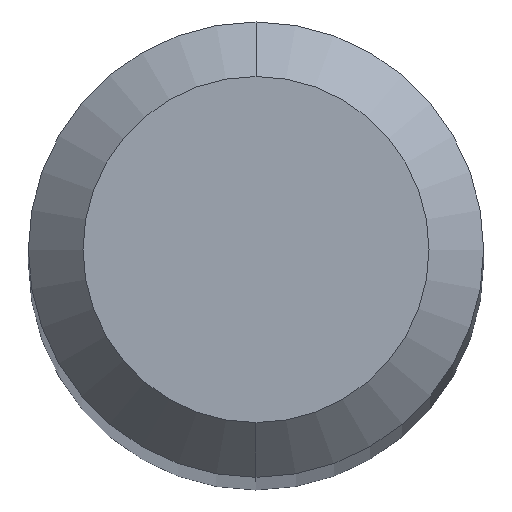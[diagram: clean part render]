
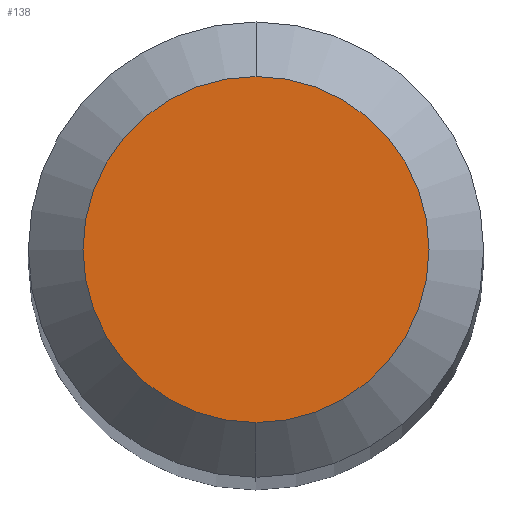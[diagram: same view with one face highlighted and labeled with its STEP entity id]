
A CAD part, top view. The second image highlights one B-rep face of the part: STEP entity #138.
In plain terms, the highlighted planar face has unit normal (0, 0, 1).
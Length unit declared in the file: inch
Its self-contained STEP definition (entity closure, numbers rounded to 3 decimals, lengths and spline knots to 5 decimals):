
#20 = CARTESIAN_POINT ( 'NONE',  ( 0., 0., 0. ) ) ;
#47 = DIRECTION ( 'NONE',  ( 0., 1., 0. ) ) ;
#65 = ORIENTED_EDGE ( 'NONE', *, *, #506, .T. ) ;
#72 = AXIS2_PLACEMENT_3D ( 'NONE', #492, #407, #499 ) ;
#116 = DIRECTION ( 'NONE',  ( 0., -1., 0. ) ) ;
#121 = ORIENTED_EDGE ( 'NONE', *, *, #425, .T. ) ;
#128 = AXIS2_PLACEMENT_3D ( 'NONE', #20, #509, #116 ) ;
#138 = ADVANCED_FACE ( 'NONE', ( #487 ), #444, .F. ) ;
#139 = CIRCLE ( 'NONE', #128, 0.0475 ) ;
#151 = CARTESIAN_POINT ( 'NONE',  ( 0., 0.0475, 0. ) ) ;
#165 = CIRCLE ( 'NONE', #72, 0.0475 ) ;
#218 = CARTESIAN_POINT ( 'NONE',  ( 0., 0.0475, 0. ) ) ;
#289 = EDGE_LOOP ( 'NONE', ( #65, #121 ) ) ;
#304 = DIRECTION ( 'NONE',  ( 0., 0., -1. ) ) ;
#358 = AXIS2_PLACEMENT_3D ( 'NONE', #218, #304, #47 ) ;
#370 = VERTEX_POINT ( 'NONE', #409 ) ;
#382 = VERTEX_POINT ( 'NONE', #151 ) ;
#407 = DIRECTION ( 'NONE',  ( 0., 0., 1. ) ) ;
#409 = CARTESIAN_POINT ( 'NONE',  ( 0., -0.0475, 0. ) ) ;
#425 = EDGE_CURVE ( 'NONE', #370, #382, #165, .T. ) ;
#444 = PLANE ( 'NONE',  #358 ) ;
#487 = FACE_OUTER_BOUND ( 'NONE', #289, .T. ) ;
#492 = CARTESIAN_POINT ( 'NONE',  ( 0., 0., 0. ) ) ;
#499 = DIRECTION ( 'NONE',  ( 0., -1., 0. ) ) ;
#506 = EDGE_CURVE ( 'NONE', #382, #370, #139, .T. ) ;
#509 = DIRECTION ( 'NONE',  ( 0., 0., 1. ) ) ;
